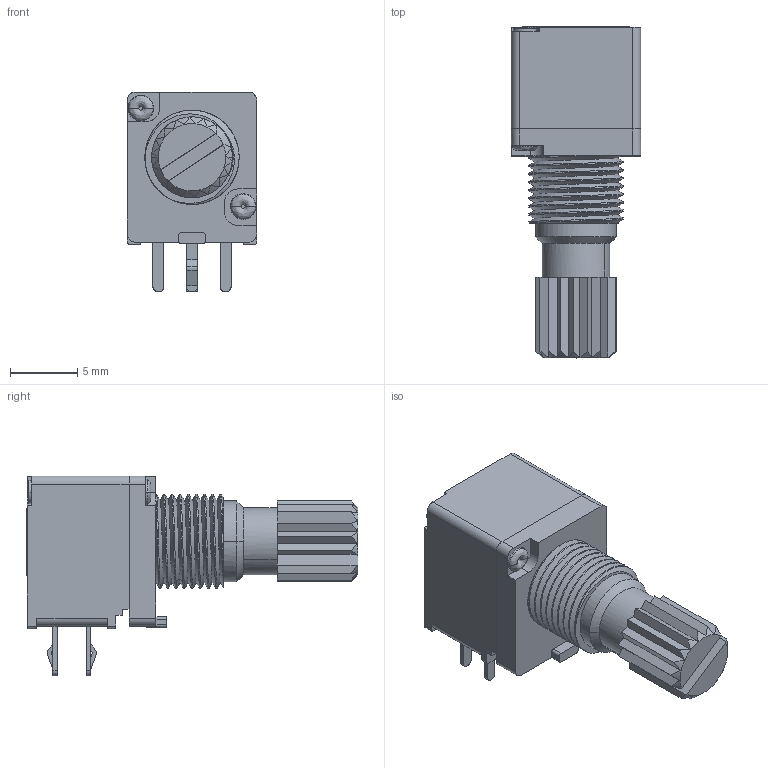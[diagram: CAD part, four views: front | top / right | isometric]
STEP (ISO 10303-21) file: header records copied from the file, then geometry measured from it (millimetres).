
FILE_DESCRIPTION(/* description */ (''),/* implementation_level */ '2;1');
FILE_NAME(/* name */ 'PTD904',/* time_stamp */ '2016-11-13T16:04:37+01:00',/* author */ (''),/* organization */ (''),/* preprocessor_version */ 'ST-DEVELOPER v14',/* originating_system */ '',/* authorisation */ '');
FILE_SCHEMA (('AUTOMOTIVE_DESIGN'));
Length unit declared in the file: millimetre
Products named in the file (1): Document
Bounding box: 9.6 x 24.65 x 14.85 mm (x, y, z)
Volume: 0.4 mm3; surface area: 1152.9 mm2
Topology: 2 solids, 10 shells, 215 faces, 597 edges, 399 vertices
Faces by surface type: plane 131, bspline 84
Entity records: 9733 total; most frequent: CARTESIAN_POINT 5926, ORIENTED_EDGE 1134, EDGE_CURVE 597, B_SPLINE_CURVE_WITH_KNOTS 464, VERTEX_POINT 399, EDGE_LOOP 230, ADVANCED_FACE 215, FACE_OUTER_BOUND 215
